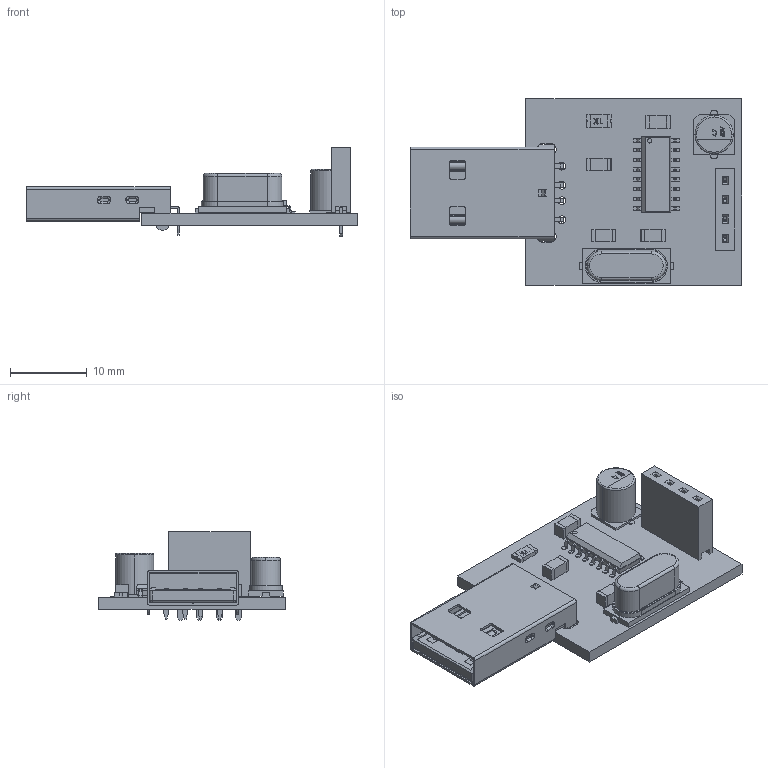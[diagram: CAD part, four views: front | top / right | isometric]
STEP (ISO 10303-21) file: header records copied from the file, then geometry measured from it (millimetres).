
FILE_DESCRIPTION(('Open CASCADE Model'),'2;1');
FILE_NAME('Open CASCADE Shape Model','2025-03-11T17:21:49',('Author'),( 'Open CASCADE'),'Open CASCADE STEP processor 7.5','Open CASCADE 7.5' ,'Unknown');
FILE_SCHEMA(('AUTOMOTIVE_DESIGN { 1 0 10303 214 1 1 1 1 }'));
Length unit declared in the file: millimetre
Products named in the file (25): PCB; Board; Open CASCADE STEP translator 7.5 1.1.1; J2; UP2-AH-1-TH; Y1; User Library-HC49_SMD; U1; User Library-SO-16N; User Library-SO-16N__X2_041A043E0440043F04430441_X0_; User Library-SO-16N__X2_041C04350442043A0430_X0_; User Library-SO-16N__X2_041D043E0436043A0430_X0_; J1; 61300411821; 6130xx11821_PIN; F1; User Library-FUSE-1206; C3; 1206 cap; C1; User Library-5x5_4; C2; C5; C4
Assembly tree (37 placements, depth 4):
  PCB
    Board
      Open CASCADE STEP translator 7.5 1.1.1
    J2
      UP2-AH-1-TH
    Y1
      User Library-HC49_SMD
    U1
      User Library-SO-16N
        User Library-SO-16N__X2_041A043E0440043F04430441_X0_
        User Library-SO-16N__X2_041C04350442043A0430_X0_
        User Library-SO-16N__X2_041D043E0436043A0430_X0_  x8
    J1
      61300411821
        6130xx11821_PIN  x4
        61300411821
    F1
      User Library-FUSE-1206
    C3
      1206 cap
    C1
      User Library-5x5_4
    C2
      1206 cap
    C5
      1206 cap
    C4
      1206 cap
Bounding box: 43.29 x 24.38 x 11.6 mm (x, y, z)
Volume: 2382.3 mm3; surface area: 4653 mm2
Topology: 35 solids, 35 shells, 1193 faces, 3061 edges, 1889 vertices
Faces by surface type: plane 714, cylinder 327, sphere 84, bspline 47, torus 11, extrusion 8, revolution 2
Full cylindrical faces by diameter (mm): 1 x16
Entity records: 30111 total; most frequent: CARTESIAN_POINT 6203, ORIENTED_EDGE 3940, DIRECTION 3819, EDGE_CURVE 1970, VECTOR 1417, LINE 1415, VERTEX_POINT 1271, AXIS2_PLACEMENT_3D 1200
